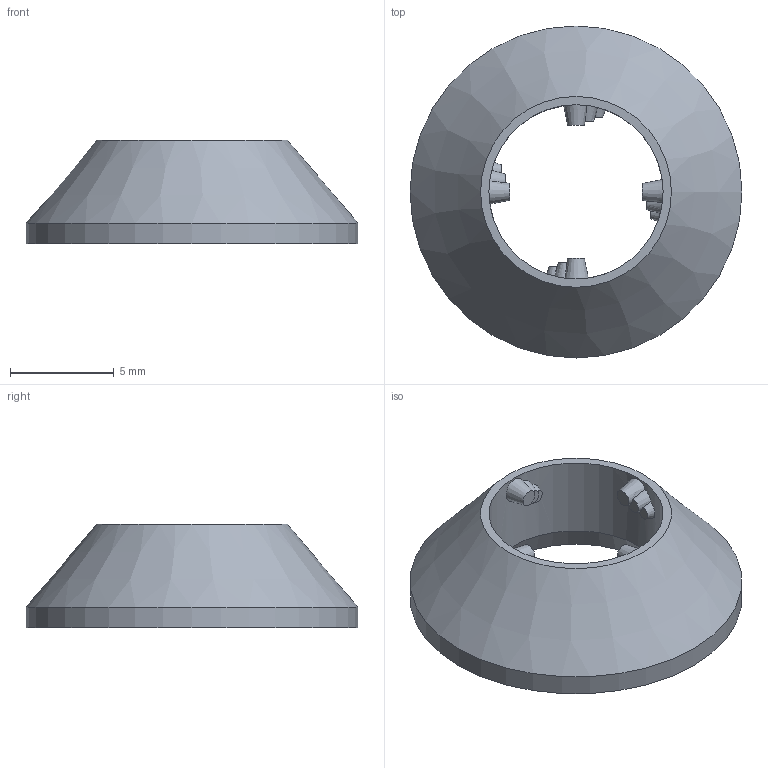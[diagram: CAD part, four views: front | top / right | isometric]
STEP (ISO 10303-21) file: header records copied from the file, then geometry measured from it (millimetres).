
FILE_DESCRIPTION(('FreeCAD Model'),'2;1');
FILE_NAME('Open CASCADE Shape Model','2024-07-18T08:02:27',(''),(''), 'Open CASCADE STEP processor 7.7','FreeCAD','Unknown');
FILE_SCHEMA(('AUTOMOTIVE_DESIGN { 1 0 10303 214 1 1 1 1 }'));
Length unit declared in the file: millimetre
Products named in the file (1): Z-Screw-Cover
Bounding box: 16 x 16 x 5 mm (x, y, z)
Volume: 435.9 mm3; surface area: 553.6 mm2
Topology: 1 solids, 1 shells, 30 faces, 76 edges, 51 vertices
Faces by surface type: plane 14, cone 10, bspline 4, cylinder 2
Full cylindrical faces by diameter (mm): 8.4 x1, 16 x1
Entity records: 3151 total; most frequent: CARTESIAN_POINT 2483, ORIENTED_EDGE 152, DIRECTION 103, EDGE_CURVE 76, VERTEX_POINT 51, AXIS2_PLACEMENT_3D 49, B_SPLINE_CURVE_WITH_KNOTS 49, FACE_BOUND 35
